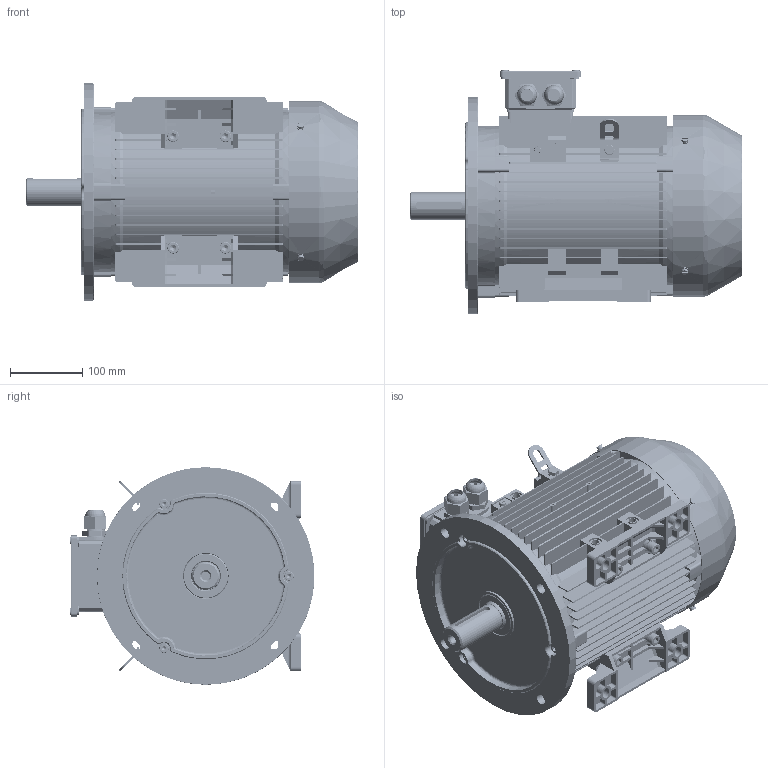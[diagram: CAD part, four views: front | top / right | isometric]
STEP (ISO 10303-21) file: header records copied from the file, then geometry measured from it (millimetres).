
FILE_DESCRIPTION (( 'STEP AP203' ), '1' );
FILE_NAME ('JL3-132S-B35.step', '2018-12-14T08:57:49', ( '' ), ( '' ), 'SwSTEP 2.0', 'SolidWorks 2018', '' );
FILE_SCHEMA (( 'CONFIG_CONTROL_DESIGN' ));
Length unit declared in the file: millimetre
Products named in the file (1): JL3-132S-B35
Bounding box: 458 x 337.82 x 300 mm (x, y, z)
Volume: 3657258.8 mm3; surface area: 1731160.5 mm2
Topology: 57 solids, 57 shells, 5324 faces, 14703 edges, 9657 vertices
Faces by surface type: plane 2412, cylinder 2271, bspline 308, cone 264, torus 69
Entity records: 223188 total; most frequent: CARTESIAN_POINT 87921, ORIENTED_EDGE 29362, DIRECTION 26845, EDGE_CURVE 14681, VERTEX_POINT 9653, AXIS2_PLACEMENT_3D 9336, LINE 8173, VECTOR 8173
